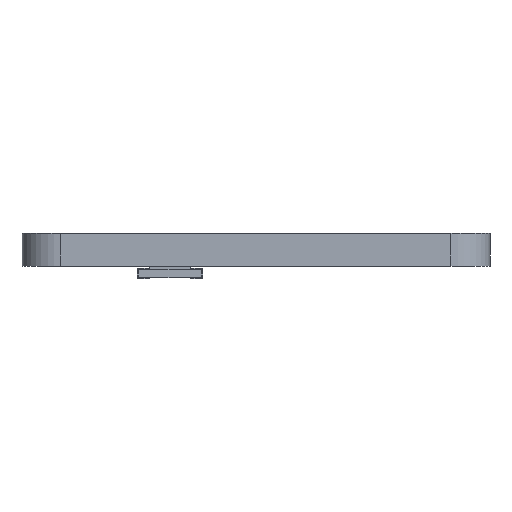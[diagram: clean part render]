
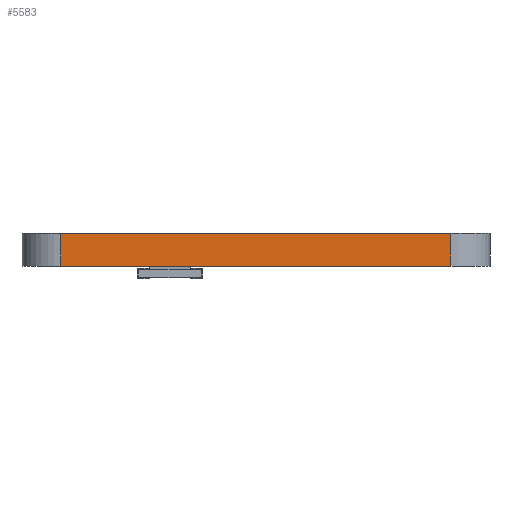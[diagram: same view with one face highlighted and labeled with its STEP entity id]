
A CAD part, left-side view. The second image highlights one B-rep face of the part: STEP entity #5583.
In plain terms, the highlighted planar face has unit normal (-1, 0, 0).
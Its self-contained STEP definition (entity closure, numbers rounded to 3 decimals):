
#2640 = CYLINDRICAL_SURFACE('',#2641,1.905);
#2641 = AXIS2_PLACEMENT_3D('',#2642,#2643,#2644);
#2642 = CARTESIAN_POINT('',(-23.495,9.525,0.));
#2643 = DIRECTION('',(-0.,-0.,-1.));
#2644 = DIRECTION('',(1.,0.,-0.));
#2668 = PLANE('',#2669);
#2669 = AXIS2_PLACEMENT_3D('',#2670,#2671,#2672);
#2670 = CARTESIAN_POINT('',(0.,0.,1.6)
  );
#2671 = DIRECTION('',(-0.,-0.,-1.));
#2672 = DIRECTION('',(-1.,0.,0.));
#2722 = PLANE('',#2723);
#2723 = AXIS2_PLACEMENT_3D('',#2724,#2725,#2726);
#2724 = CARTESIAN_POINT('',(0.,0.,0.));
#2725 = DIRECTION('',(-0.,-0.,-1.));
#2726 = DIRECTION('',(-1.,0.,0.));
#2739 = VERTEX_POINT('',#2740);
#2740 = CARTESIAN_POINT('',(-25.4,9.525,1.6));
#2766 = EDGE_CURVE('',#2767,#2739,#2769,.T.);
#2767 = VERTEX_POINT('',#2768);
#2768 = CARTESIAN_POINT('',(-25.4,9.525,0.));
#2769 = SURFACE_CURVE('',#2770,(#2774,#2781),.PCURVE_S1.);
#2770 = LINE('',#2771,#2772);
#2771 = CARTESIAN_POINT('',(-25.4,9.525,0.));
#2772 = VECTOR('',#2773,1.);
#2773 = DIRECTION('',(0.,0.,1.));
#2774 = PCURVE('',#2640,#2775);
#2775 = DEFINITIONAL_REPRESENTATION('',(#2776),#2780);
#2776 = LINE('',#2777,#2778);
#2777 = CARTESIAN_POINT('',(-3.142,0.));
#2778 = VECTOR('',#2779,1.);
#2779 = DIRECTION('',(-0.,-1.));
#2780 = ( GEOMETRIC_REPRESENTATION_CONTEXT(2) 
PARAMETRIC_REPRESENTATION_CONTEXT() REPRESENTATION_CONTEXT('2D SPACE',''
  ) );
#2781 = PCURVE('',#2782,#2787);
#2782 = PLANE('',#2783);
#2783 = AXIS2_PLACEMENT_3D('',#2784,#2785,#2786);
#2784 = CARTESIAN_POINT('',(-25.4,-9.525,0.));
#2785 = DIRECTION('',(-1.,0.,0.));
#2786 = DIRECTION('',(0.,1.,0.));
#2787 = DEFINITIONAL_REPRESENTATION('',(#2788),#2792);
#2788 = LINE('',#2789,#2790);
#2789 = CARTESIAN_POINT('',(19.05,0.));
#2790 = VECTOR('',#2791,1.);
#2791 = DIRECTION('',(0.,-1.));
#2792 = ( GEOMETRIC_REPRESENTATION_CONTEXT(2) 
PARAMETRIC_REPRESENTATION_CONTEXT() REPRESENTATION_CONTEXT('2D SPACE',''
  ) );
#2996 = VERTEX_POINT('',#2997);
#2997 = CARTESIAN_POINT('',(-25.4,-9.525,0.));
#3016 = CYLINDRICAL_SURFACE('',#3017,1.905);
#3017 = AXIS2_PLACEMENT_3D('',#3018,#3019,#3020);
#3018 = CARTESIAN_POINT('',(-23.495,-9.525,0.));
#3019 = DIRECTION('',(-0.,-0.,-1.));
#3020 = DIRECTION('',(1.,0.,-0.));
#3028 = EDGE_CURVE('',#2996,#2767,#3029,.T.);
#3029 = SURFACE_CURVE('',#3030,(#3034,#3041),.PCURVE_S1.);
#3030 = LINE('',#3031,#3032);
#3031 = CARTESIAN_POINT('',(-25.4,-9.525,0.));
#3032 = VECTOR('',#3033,1.);
#3033 = DIRECTION('',(0.,1.,0.));
#3034 = PCURVE('',#2722,#3035);
#3035 = DEFINITIONAL_REPRESENTATION('',(#3036),#3040);
#3036 = LINE('',#3037,#3038);
#3037 = CARTESIAN_POINT('',(25.4,-9.525));
#3038 = VECTOR('',#3039,1.);
#3039 = DIRECTION('',(0.,1.));
#3040 = ( GEOMETRIC_REPRESENTATION_CONTEXT(2) 
PARAMETRIC_REPRESENTATION_CONTEXT() REPRESENTATION_CONTEXT('2D SPACE',''
  ) );
#3041 = PCURVE('',#2782,#3042);
#3042 = DEFINITIONAL_REPRESENTATION('',(#3043),#3047);
#3043 = LINE('',#3044,#3045);
#3044 = CARTESIAN_POINT('',(0.,0.));
#3045 = VECTOR('',#3046,1.);
#3046 = DIRECTION('',(1.,0.));
#3047 = ( GEOMETRIC_REPRESENTATION_CONTEXT(2) 
PARAMETRIC_REPRESENTATION_CONTEXT() REPRESENTATION_CONTEXT('2D SPACE',''
  ) );
#4425 = VERTEX_POINT('',#4426);
#4426 = CARTESIAN_POINT('',(-25.4,-9.525,1.6));
#4452 = EDGE_CURVE('',#4425,#2739,#4453,.T.);
#4453 = SURFACE_CURVE('',#4454,(#4458,#4465),.PCURVE_S1.);
#4454 = LINE('',#4455,#4456);
#4455 = CARTESIAN_POINT('',(-25.4,-9.525,1.6));
#4456 = VECTOR('',#4457,1.);
#4457 = DIRECTION('',(0.,1.,0.));
#4458 = PCURVE('',#2668,#4459);
#4459 = DEFINITIONAL_REPRESENTATION('',(#4460),#4464);
#4460 = LINE('',#4461,#4462);
#4461 = CARTESIAN_POINT('',(25.4,-9.525));
#4462 = VECTOR('',#4463,1.);
#4463 = DIRECTION('',(0.,1.));
#4464 = ( GEOMETRIC_REPRESENTATION_CONTEXT(2) 
PARAMETRIC_REPRESENTATION_CONTEXT() REPRESENTATION_CONTEXT('2D SPACE',''
  ) );
#4465 = PCURVE('',#2782,#4466);
#4466 = DEFINITIONAL_REPRESENTATION('',(#4467),#4471);
#4467 = LINE('',#4468,#4469);
#4468 = CARTESIAN_POINT('',(0.,-1.6));
#4469 = VECTOR('',#4470,1.);
#4470 = DIRECTION('',(1.,0.));
#4471 = ( GEOMETRIC_REPRESENTATION_CONTEXT(2) 
PARAMETRIC_REPRESENTATION_CONTEXT() REPRESENTATION_CONTEXT('2D SPACE',''
  ) );
#5583 = ADVANCED_FACE('',(#5584),#2782,.T.);
#5584 = FACE_BOUND('',#5585,.T.);
#5585 = EDGE_LOOP('',(#5586,#5607,#5608,#5609));
#5586 = ORIENTED_EDGE('',*,*,#5587,.T.);
#5587 = EDGE_CURVE('',#2996,#4425,#5588,.T.);
#5588 = SURFACE_CURVE('',#5589,(#5593,#5600),.PCURVE_S1.);
#5589 = LINE('',#5590,#5591);
#5590 = CARTESIAN_POINT('',(-25.4,-9.525,0.));
#5591 = VECTOR('',#5592,1.);
#5592 = DIRECTION('',(0.,0.,1.));
#5593 = PCURVE('',#2782,#5594);
#5594 = DEFINITIONAL_REPRESENTATION('',(#5595),#5599);
#5595 = LINE('',#5596,#5597);
#5596 = CARTESIAN_POINT('',(0.,0.));
#5597 = VECTOR('',#5598,1.);
#5598 = DIRECTION('',(0.,-1.));
#5599 = ( GEOMETRIC_REPRESENTATION_CONTEXT(2) 
PARAMETRIC_REPRESENTATION_CONTEXT() REPRESENTATION_CONTEXT('2D SPACE',''
  ) );
#5600 = PCURVE('',#3016,#5601);
#5601 = DEFINITIONAL_REPRESENTATION('',(#5602),#5606);
#5602 = LINE('',#5603,#5604);
#5603 = CARTESIAN_POINT('',(-3.142,0.));
#5604 = VECTOR('',#5605,1.);
#5605 = DIRECTION('',(-0.,-1.));
#5606 = ( GEOMETRIC_REPRESENTATION_CONTEXT(2) 
PARAMETRIC_REPRESENTATION_CONTEXT() REPRESENTATION_CONTEXT('2D SPACE',''
  ) );
#5607 = ORIENTED_EDGE('',*,*,#4452,.T.);
#5608 = ORIENTED_EDGE('',*,*,#2766,.F.);
#5609 = ORIENTED_EDGE('',*,*,#3028,.F.);
